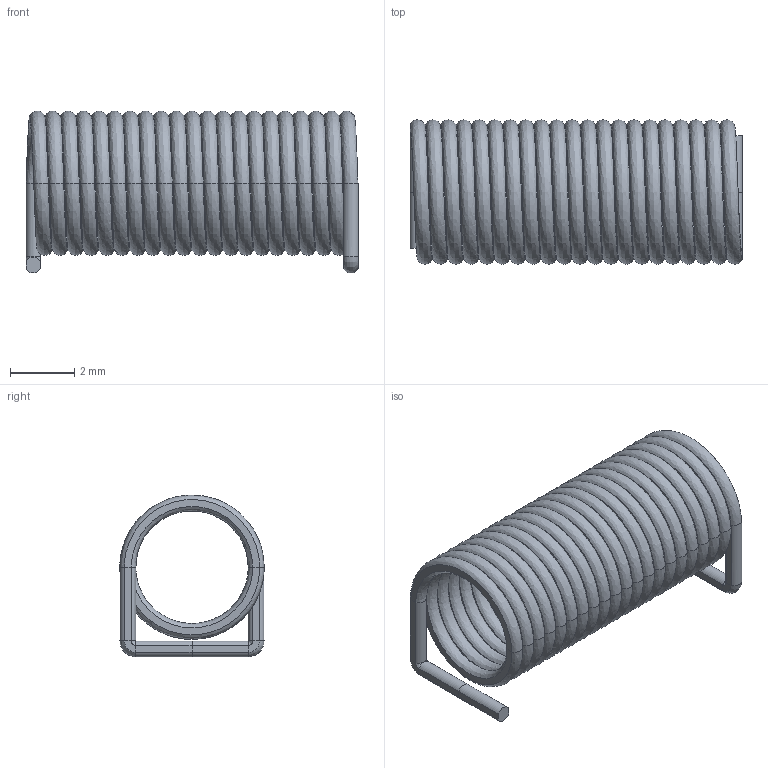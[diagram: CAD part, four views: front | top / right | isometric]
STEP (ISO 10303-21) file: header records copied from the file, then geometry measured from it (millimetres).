
FILE_DESCRIPTION(('FreeCAD Model'),'2;1');
FILE_NAME('Open CASCADE Shape Model','2022-07-07T11:11:14',( 'kicad StepUp'),('ksu MCAD'),'Open CASCADE STEP processor 7.5', 'FreeCAD','Unknown');
FILE_SCHEMA(('AUTOMOTIVE_DESIGN { 1 0 10303 214 1 1 1 1 }'));
Length unit declared in the file: millimetre
Products named in the file (1): 2222SQ-221
Bounding box: 10.35 x 4.5 x 5.05 mm (x, y, z)
Volume: 51 mm3; surface area: 420.5 mm2
Topology: 1 solids, 1 shells, 122 faces, 258 edges, 134 vertices
Faces by surface type: bspline 84, plane 22, cylinder 12, revolution 4
Entity records: 15630 total; most frequent: CARTESIAN_POINT 13798, ORIENTED_EDGE 516, EDGE_CURVE 258, DIRECTION 181, VERTEX_POINT 134, ADVANCED_FACE 122, FACE_BOUND 122, EDGE_LOOP 122
